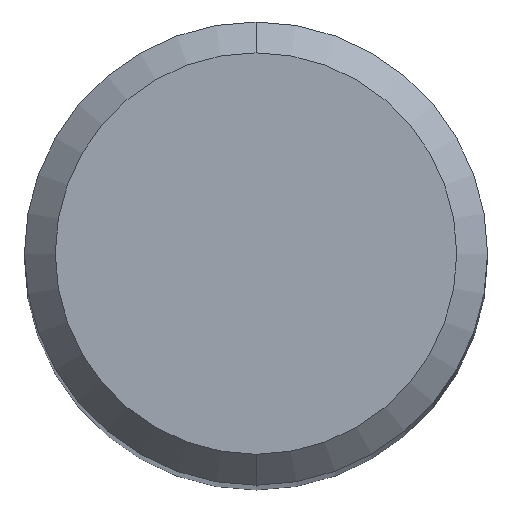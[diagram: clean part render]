
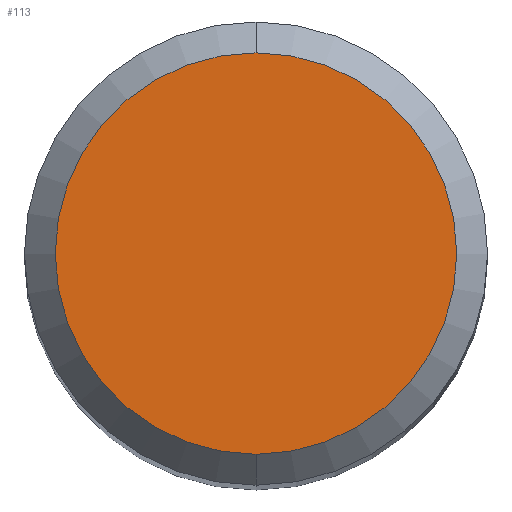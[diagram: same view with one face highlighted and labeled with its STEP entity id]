
A CAD part, top view. The second image highlights one B-rep face of the part: STEP entity #113.
In plain terms, the highlighted planar face has unit normal (0, 0, 1).
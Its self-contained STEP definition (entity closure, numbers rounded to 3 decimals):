
#113=ADVANCED_FACE('',(#224),#225,.T.);
#119=EDGE_CURVE('',#125,#155,#231,.T.);
#125=VERTEX_POINT('',#238);
#127=EDGE_CURVE('',#155,#125,#240,.T.);
#155=VERTEX_POINT('',#273);
#224=FACE_OUTER_BOUND('',#345,.T.);
#225=PLANE('',#346);
#231=CIRCLE('',#353,2.6);
#238=CARTESIAN_POINT('',(0.0,2.6,0.0));
#240=CIRCLE('',#362,2.6);
#273=CARTESIAN_POINT('',(0.,-2.6,0.0));
#345=EDGE_LOOP('',(#467,#468));
#346=AXIS2_PLACEMENT_3D('',#469,#470,#471);
#353=AXIS2_PLACEMENT_3D('',#472,#473,#474);
#362=AXIS2_PLACEMENT_3D('',#483,#484,#485);
#467=ORIENTED_EDGE('',*,*,#119,.F.);
#468=ORIENTED_EDGE('',*,*,#127,.F.);
#469=CARTESIAN_POINT('',(0.0,1.3,0.0));
#470=DIRECTION('',(-0.0,0.0,1.0));
#471=DIRECTION('',(0.0,-1.0,0.0));
#472=CARTESIAN_POINT('',(0.0,0.0,0.0));
#473=DIRECTION('',(0.0,0.0,-1.0));
#474=DIRECTION('',(0.0,1.0,0.0));
#483=CARTESIAN_POINT('',(0.0,0.0,0.0));
#484=DIRECTION('',(0.0,0.0,-1.0));
#485=DIRECTION('',(0.0,1.0,0.0));
